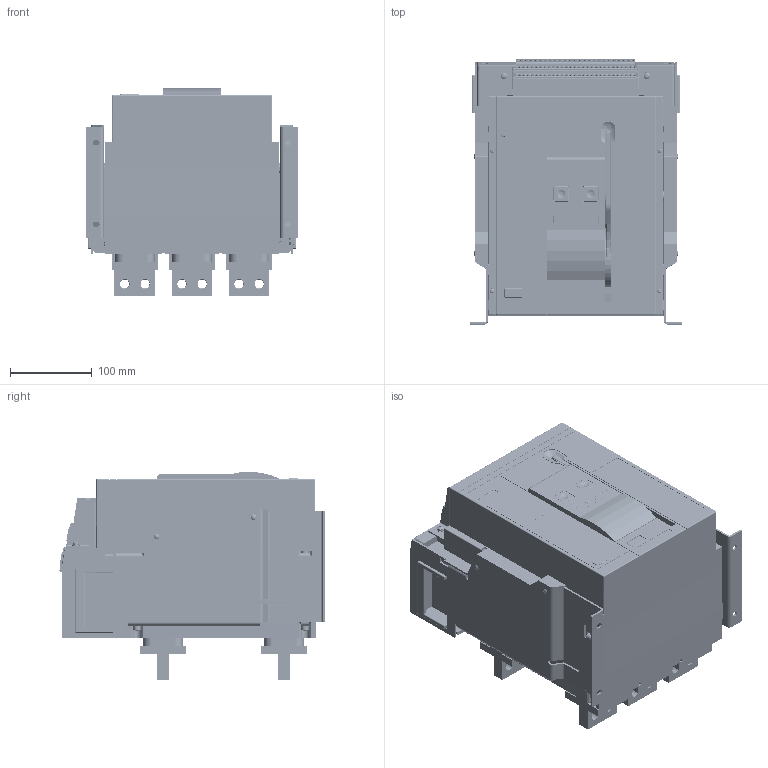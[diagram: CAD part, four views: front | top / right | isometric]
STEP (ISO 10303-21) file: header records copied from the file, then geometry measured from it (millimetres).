
FILE_DESCRIPTION(/* description */ (''),/* implementation_level */ '2;1');
FILE_NAME(/* name */ 'CW3-1600_F_IEK_优化.stp',/* time_stamp */ '2024-12-11T15:32:53+08:00',/* author */ (''),/* organization */ (''),/* preprocessor_version */ 'ST-DEVELOPER v16.7',/* originating_system */ 'SIEMENS PLM Software NX 12.0',/* authorisation */ '');
FILE_SCHEMA (('AUTOMOTIVE_DESIGN { 1 0 10303 214 3 1 1 1 }'));
Products named in the file (1): _model3
Bounding box: 260.16 x 325.22 x 255.57 mm (x, y, z)
Volume: 11947220 mm3; surface area: 886958.8 mm2
Topology: 19 solids, 36 shells, 7135 faces, 17600 edges, 10918 vertices
Faces by surface type: plane 4319, cylinder 1957, cone 366, torus 278, sphere 136, bspline 77, extrusion 2
Full cylindrical faces by diameter (mm): 2.4 x333, 2.5 x4, 3.6 x160, 5 x3, 5.2 x1, 5.23 x4, 5.6 x4, 6 x4, 6.2 x2, 6.5 x7, 6.78 x14, 7 x1, 8 x27, 8.5 x16, 8.75 x11, 9 x12, 9.5 x17, 10 x13, 10.2 x4, 10.5 x3, 11 x12, 12 x1, 13 x12, 39 x6, 40 x6
Entity records: 253334 total; most frequent: CARTESIAN_POINT 38061, DIRECTION 35320, ORIENTED_EDGE 32586, EDGE_CURVE 16293, AXIS2_PLACEMENT_3D 12526, VERTEX_POINT 10567, VECTOR 10268, LINE 10266
